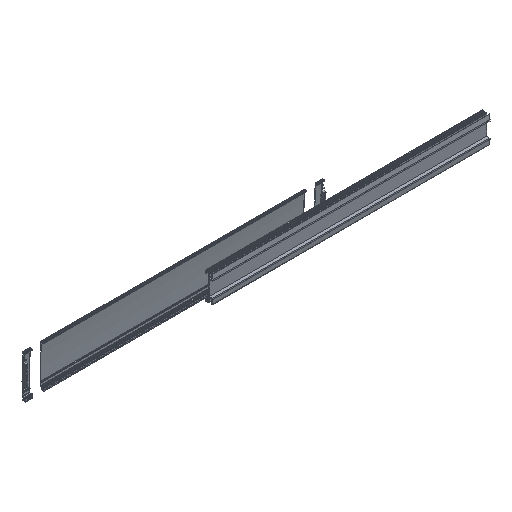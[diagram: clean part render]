
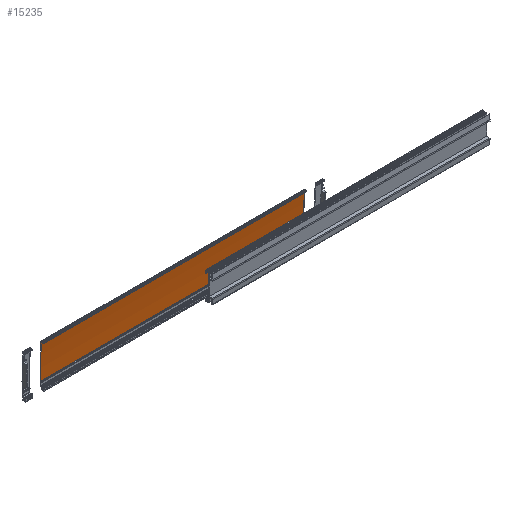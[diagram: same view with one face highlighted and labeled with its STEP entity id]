
A CAD part, isometric view. The second image highlights one B-rep face of the part: STEP entity #15235.
In plain terms, the highlighted cylindrical face has radius 547.429 mm (diameter 1094.86 mm), a partial arc.
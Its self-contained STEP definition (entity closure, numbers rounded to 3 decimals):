
#113 = DIRECTION ( 'NONE',  ( 0., 0., -1. ) ) ;
#182 = EDGE_CURVE ( 'NONE', #2503, #6891, #13766, .T. ) ;
#456 = VERTEX_POINT ( 'NONE', #8714 ) ;
#944 = ORIENTED_EDGE ( 'NONE', *, *, #182, .F. ) ;
#1610 = CARTESIAN_POINT ( 'NONE',  ( 100., -530.38, -7.303 ) ) ;
#2010 = ORIENTED_EDGE ( 'NONE', *, *, #5110, .F. ) ;
#2088 = VERTEX_POINT ( 'NONE', #18099 ) ;
#2503 = VERTEX_POINT ( 'NONE', #5808 ) ;
#3769 = CARTESIAN_POINT ( 'NONE',  ( -139., 16.346, 20.427 ) ) ;
#4333 = ORIENTED_EDGE ( 'NONE', *, *, #10758, .T. ) ;
#5110 = EDGE_CURVE ( 'NONE', #6891, #456, #10436, .T. ) ;
#5808 = CARTESIAN_POINT ( 'NONE',  ( -139., 16.346, 20.427 ) ) ;
#6316 = CIRCLE ( 'NONE', #16655, 547.429 ) ;
#6704 = ORIENTED_EDGE ( 'NONE', *, *, #7814, .T. ) ;
#6891 = VERTEX_POINT ( 'NONE', #17925 ) ;
#7814 = EDGE_CURVE ( 'NONE', #2088, #456, #10214, .T. ) ;
#8423 = CARTESIAN_POINT ( 'NONE',  ( -139., -530.38, -7.303 ) ) ;
#8658 = DIRECTION ( 'NONE',  ( 0., 0., -1. ) ) ;
#8714 = CARTESIAN_POINT ( 'NONE',  ( 100., 17.038, -10.835 ) ) ;
#8904 = AXIS2_PLACEMENT_3D ( 'NONE', #8423, #15830, #18693 ) ;
#8967 = DIRECTION ( 'NONE',  ( 1., 0., 0. ) ) ;
#9084 = FACE_OUTER_BOUND ( 'NONE', #15364, .T. ) ;
#9631 = DIRECTION ( 'NONE',  ( 1., 0., 0. ) ) ;
#10068 = VECTOR ( 'NONE', #9631, 1000. ) ;
#10214 = LINE ( 'NONE', #10581, #15333 ) ;
#10436 = CIRCLE ( 'NONE', #11283, 547.429 ) ;
#10581 = CARTESIAN_POINT ( 'NONE',  ( -139., 17.038, -10.835 ) ) ;
#10758 = EDGE_CURVE ( 'NONE', #2503, #2088, #6316, .T. ) ;
#11283 = AXIS2_PLACEMENT_3D ( 'NONE', #1610, #17790, #113 ) ;
#11577 = DIRECTION ( 'NONE',  ( -1., 0., 0. ) ) ;
#11638 = CYLINDRICAL_SURFACE ( 'NONE', #8904, 547.429 ) ;
#13766 = LINE ( 'NONE', #3769, #10068 ) ;
#15235 = ADVANCED_FACE ( 'NONE', ( #9084 ), #11638, .F. ) ;
#15333 = VECTOR ( 'NONE', #8967, 1000. ) ;
#15364 = EDGE_LOOP ( 'NONE', ( #6704, #2010, #944, #4333 ) ) ;
#15830 = DIRECTION ( 'NONE',  ( 1., 0., 0. ) ) ;
#16655 = AXIS2_PLACEMENT_3D ( 'NONE', #17582, #11577, #8658 ) ;
#17582 = CARTESIAN_POINT ( 'NONE',  ( -139., -530.38, -7.303 ) ) ;
#17790 = DIRECTION ( 'NONE',  ( -1., 0., 0. ) ) ;
#17925 = CARTESIAN_POINT ( 'NONE',  ( 100., 16.346, 20.427 ) ) ;
#18099 = CARTESIAN_POINT ( 'NONE',  ( -139., 17.038, -10.835 ) ) ;
#18693 = DIRECTION ( 'NONE',  ( 0., 0., -1. ) ) ;
